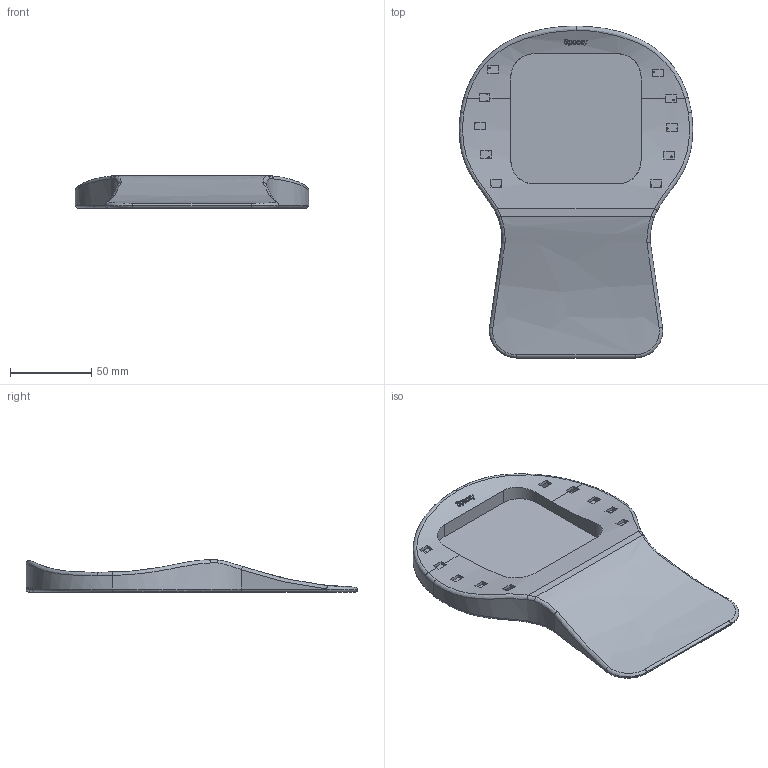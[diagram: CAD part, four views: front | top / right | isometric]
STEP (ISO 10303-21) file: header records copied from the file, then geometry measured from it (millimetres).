
FILE_DESCRIPTION(/* description */ ('STEP AP242 Edition 2','CAx-IF Rec.Pracs.---Representation and Presentation of Product Manufacturing Information (PMI)---4.0---2014-10-13','CAx-IF Rec.Pracs.---3D Tessellated Geometry---0.4---2014-09-14','2;1','CAx-IF Rec.Pracs.---User Defined Attributes---1.5---2016-08-15'),/* implementation_level */ '2;1');
FILE_NAME(/* name */ '693c58a8e4555167a99dc5cd',/* time_stamp */ '2025-12-12T18:02:18Z',/* author */ (''),/* organization */ (''),/* preprocessor_version */ 'ST-DEVELOPER v20',/* originating_system */ 'ONSHAPE BY PTC INC, 1.207',/* authorisation */ ' ');
FILE_SCHEMA (('AP242_MANAGED_MODEL_BASED_3D_ENGINEERING_MIM_LF { 1 0 10303 442 3 1 4 }'));
Length unit declared in the file: metre
Products named in the file (5): Assembly 1; Part 1; LED_WS2812_PLCC6_5.0x5.0mm_P1.6mm; spacey_PCB; Part 2
Assembly tree (4 placements, depth 2):
  Assembly 1
    Part 1
    LED_WS2812_PLCC6_5.0x5.0mm_P1.6mm
    spacey_PCB
    Part 2
Bounding box: 143.41 x 203.95 x 20 mm (x, y, z)
Volume: 112179.8 mm3; surface area: 120115.6 mm2
Topology: 4 solids, 4 shells, 709 faces, 2079 edges, 1379 vertices
Faces by surface type: plane 435, cylinder 197, bspline 74, torus 2, cone 1
Full cylindrical faces by diameter (mm): 1 x40, 1.2 x2, 3.333 x1
Entity records: 25285 total; most frequent: CARTESIAN_POINT 6887, ORIENTED_EDGE 4070, DIRECTION 3183, EDGE_CURVE 2035, VERTEX_POINT 1379, LINE 1351, VECTOR 1351, AXIS2_PLACEMENT_3D 916
